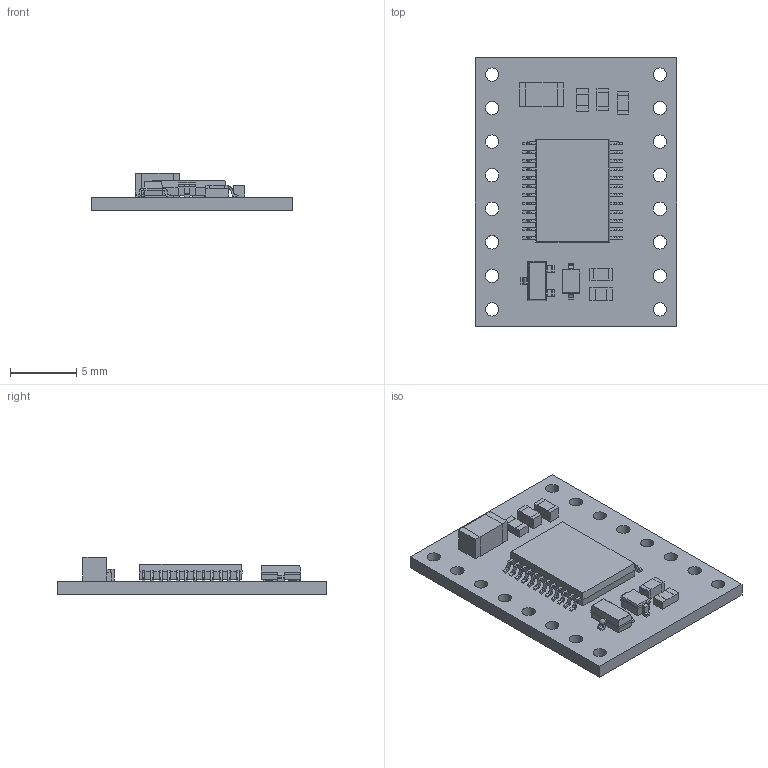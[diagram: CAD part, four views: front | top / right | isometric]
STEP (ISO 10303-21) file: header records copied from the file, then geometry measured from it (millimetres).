
FILE_DESCRIPTION (( 'STEP AP214' ), '1' );
FILE_NAME ('tb6612fng-dual-motor-driver-carrier-step.step', '2018-12-20T19:04:24', ( '' ), ( '' ), 'SwSTEP 2.0', 'SolidWorks 2016', '' );
FILE_SCHEMA (( 'AUTOMOTIVE_DESIGN' ));
Length unit declared in the file: millimetre
Products named in the file (1): tb6612fng-dual-motor-driver-carrier-step
Bounding box: 15.24 x 20.32 x 2.82 mm (x, y, z)
Volume: 378.6 mm3; surface area: 931.8 mm2
Topology: 1 solids, 1 shells, 872 faces, 2485 edges, 1636 vertices
Faces by surface type: plane 553, bspline 163, cylinder 156
Entity records: 43841 total; most frequent: CARTESIAN_POINT 12265, ORIENTED_EDGE 4970, DIRECTION 3843, EDGE_CURVE 2485, VECTOR 1831, LINE 1831, VERTEX_POINT 1636, AXIS2_PLACEMENT_3D 1006
